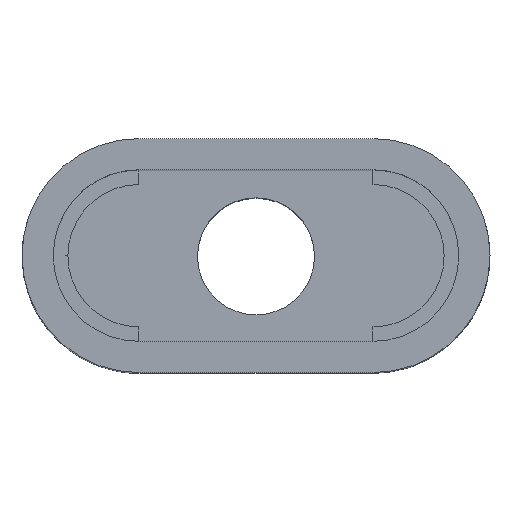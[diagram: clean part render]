
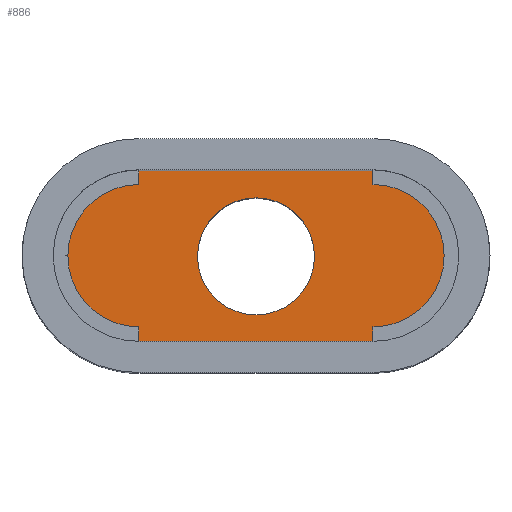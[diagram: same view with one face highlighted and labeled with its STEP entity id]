
A CAD part, top view. The second image highlights one B-rep face of the part: STEP entity #886.
In plain terms, the highlighted planar face has unit normal (0, 0, 1).
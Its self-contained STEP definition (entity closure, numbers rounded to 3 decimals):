
#264=CARTESIAN_POINT('',(3.,-2.2,-10.));
#265=VERTEX_POINT('',#264);
#266=CARTESIAN_POINT('',(3.,2.2,-10.));
#267=VERTEX_POINT('',#266);
#268=CARTESIAN_POINT('',(3.,0.,-10.));
#269=DIRECTION('',(0.,0.,1.));
#270=DIRECTION('',(1.,0.,-0.));
#271=AXIS2_PLACEMENT_3D('',#268,#269,#270);
#272=CIRCLE('',#271,2.2);
#273=EDGE_CURVE('',#265,#267,#272,.T.);
#306=CARTESIAN_POINT('',(-5.2,0.,-10.));
#307=VERTEX_POINT('',#306);
#314=CARTESIAN_POINT('',(-3.,2.2,-10.));
#315=VERTEX_POINT('',#314);
#316=CARTESIAN_POINT('',(-3.,0.,-10.));
#317=DIRECTION('',(0.,0.,1.));
#318=DIRECTION('',(1.,0.,-0.));
#319=AXIS2_PLACEMENT_3D('',#316,#317,#318);
#320=CIRCLE('',#319,2.2);
#321=EDGE_CURVE('',#315,#307,#320,.T.);
#339=CARTESIAN_POINT('',(-3.,2.2,-10.));
#340=DIRECTION('',(1.,0.,-0.));
#341=VECTOR('',#340,6.);
#342=LINE('',#339,#341);
#343=EDGE_CURVE('',#315,#267,#342,.T.);
#701=CARTESIAN_POINT('',(-3.,-2.2,-10.));
#702=VERTEX_POINT('',#701);
#703=CARTESIAN_POINT('',(3.,-2.2,-10.));
#704=DIRECTION('',(-1.,0.,0.));
#705=VECTOR('',#704,6.);
#706=LINE('',#703,#705);
#707=EDGE_CURVE('',#265,#702,#706,.T.);
#848=CARTESIAN_POINT('',(0.,0.,-10.));
#849=DIRECTION('',(0.,0.,1.));
#850=DIRECTION('',(1.,0.,0.));
#851=AXIS2_PLACEMENT_3D('',#848,#849,#850);
#852=PLANE('',#851);
#853=CARTESIAN_POINT('',(-1.5,0.,-10.));
#854=VERTEX_POINT('',#853);
#855=CARTESIAN_POINT('',(1.5,-0.,-10.));
#856=VERTEX_POINT('',#855);
#857=CARTESIAN_POINT('',(0.,0.,-10.));
#858=DIRECTION('',(0.,0.,1.));
#859=DIRECTION('',(1.,0.,-0.));
#860=AXIS2_PLACEMENT_3D('',#857,#858,#859);
#861=CIRCLE('',#860,1.5);
#862=EDGE_CURVE('',#854,#856,#861,.T.);
#863=ORIENTED_EDGE('',*,*,#862,.F.);
#864=CARTESIAN_POINT('',(0.,0.,-10.));
#865=DIRECTION('',(0.,0.,1.));
#866=DIRECTION('',(1.,0.,-0.));
#867=AXIS2_PLACEMENT_3D('',#864,#865,#866);
#868=CIRCLE('',#867,1.5);
#869=EDGE_CURVE('',#856,#854,#868,.T.);
#870=ORIENTED_EDGE('',*,*,#869,.F.);
#871=EDGE_LOOP('',(#863,#870));
#872=FACE_BOUND('',#871,.T.);
#873=ORIENTED_EDGE('',*,*,#343,.F.);
#874=ORIENTED_EDGE('',*,*,#321,.T.);
#875=CARTESIAN_POINT('',(-3.,0.,-10.));
#876=DIRECTION('',(0.,0.,1.));
#877=DIRECTION('',(1.,0.,-0.));
#878=AXIS2_PLACEMENT_3D('',#875,#876,#877);
#879=CIRCLE('',#878,2.2);
#880=EDGE_CURVE('',#307,#702,#879,.T.);
#881=ORIENTED_EDGE('',*,*,#880,.T.);
#882=ORIENTED_EDGE('',*,*,#707,.F.);
#883=ORIENTED_EDGE('',*,*,#273,.T.);
#884=EDGE_LOOP('',(#873,#874,#881,#882,#883));
#885=FACE_BOUND('',#884,.T.);
#886=ADVANCED_FACE('',(#872,#885),#852,.T.);
